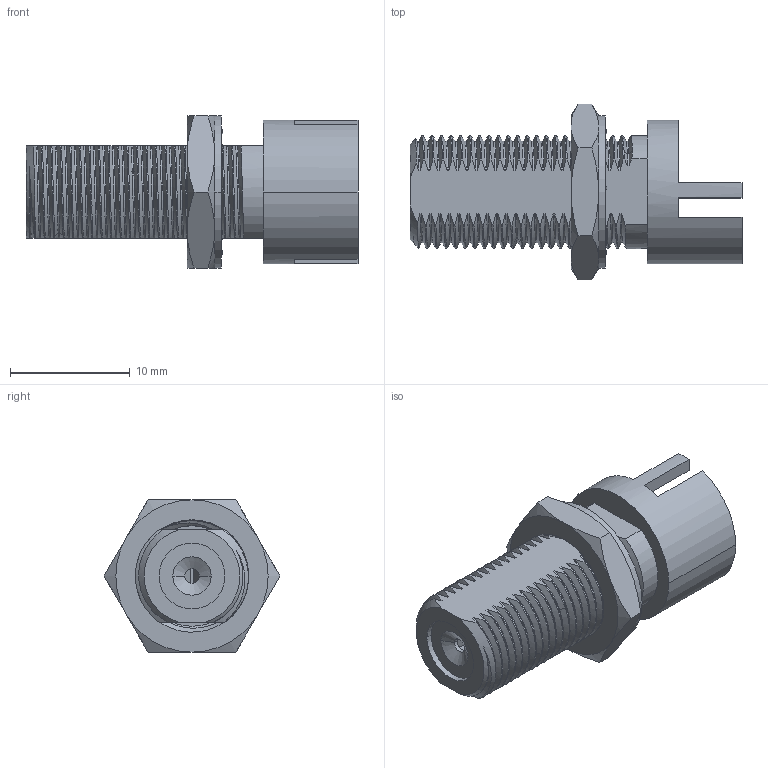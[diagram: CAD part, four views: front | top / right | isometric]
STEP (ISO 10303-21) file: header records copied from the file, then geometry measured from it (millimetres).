
FILE_DESCRIPTION((''),'2;1');
FILE_NAME('531-40212_SW0001','2018-02-19T',('Kaviyarasan'),(''),'CREO PARAMETRIC BY PTC INC, 2017020','CREO PARAMETRIC BY PTC INC, 2017020','');
FILE_SCHEMA(('CONFIG_CONTROL_DESIGN'));
Length unit declared in the file: inch
Products named in the file (1): 531-40212_SW0001
Bounding box: 27.7 x 14.66 x 12.7 mm (x, y, z)
Volume: 1584.9 mm3; surface area: 1876.5 mm2
Topology: 1 solids, 1 shells, 356 faces, 1045 edges, 692 vertices
Faces by surface type: bspline 188, cylinder 77, plane 67, cone 24
Entity records: 22501 total; most frequent: CARTESIAN_POINT 14406, ORIENTED_EDGE 2090, EDGE_CURVE 1045, DIRECTION 1005, VERTEX_POINT 692, B_SPLINE_CURVE_WITH_KNOTS 489, VECTOR 443, LINE 443
